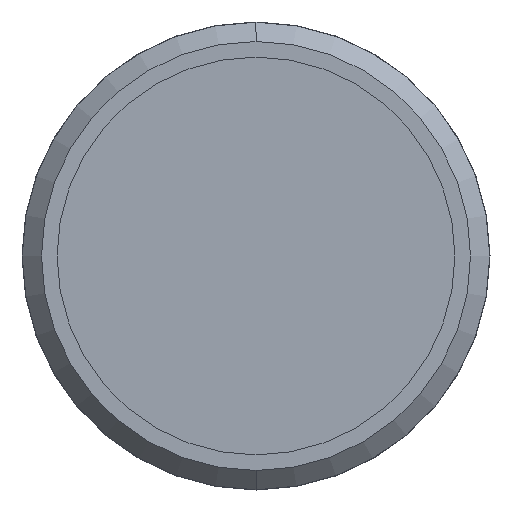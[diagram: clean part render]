
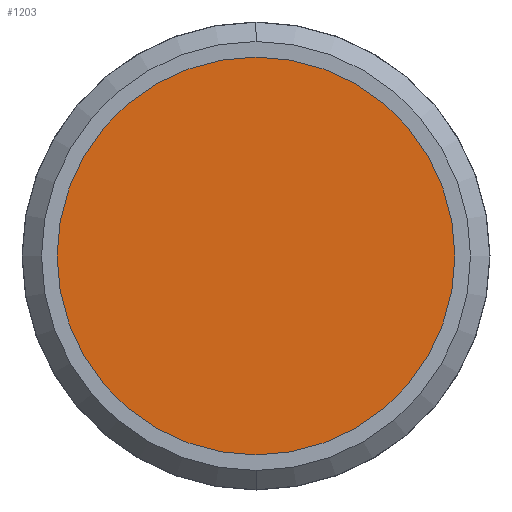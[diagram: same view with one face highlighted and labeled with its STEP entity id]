
A CAD part, front view. The second image highlights one B-rep face of the part: STEP entity #1203.
In plain terms, the highlighted planar face has unit normal (0, -1, 0).
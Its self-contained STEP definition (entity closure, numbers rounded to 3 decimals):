
#1203=ADVANCED_FACE('',(#2381),#2382,.F.);
#2381=FACE_OUTER_BOUND('',#3806,.T.);
#2382=PLANE('',#3807);
#3806=EDGE_LOOP('',(#6754,#6755));
#3807=AXIS2_PLACEMENT_3D('',#6756,#6757,#6758);
#6754=ORIENTED_EDGE('',*,*,#7880,.F.);
#6755=ORIENTED_EDGE('',*,*,#7869,.T.);
#6756=CARTESIAN_POINT('',(0.0,-0.01,0.0));
#6757=DIRECTION('',(-0.0,1.0,0.0));
#6758=DIRECTION('',(1.0,0.0,0.0));
#7869=EDGE_CURVE('',#9402,#9400,#9403,.T.);
#7880=EDGE_CURVE('',#9402,#9400,#9418,.T.);
#9400=VERTEX_POINT('',#11984);
#9402=VERTEX_POINT('',#11987);
#9403=CIRCLE('',#11988,7.65);
#9418=CIRCLE('',#12006,7.65);
#11984=CARTESIAN_POINT('',(-7.65,-0.01,0.0));
#11987=CARTESIAN_POINT('',(7.65,-0.01,0.0));
#11988=AXIS2_PLACEMENT_3D('',#13474,#13475,#13476);
#12006=AXIS2_PLACEMENT_3D('',#13492,#13493,#13494);
#13474=CARTESIAN_POINT('',(0.0,-0.01,0.0));
#13475=DIRECTION('',(0.0,-1.0,0.0));
#13476=DIRECTION('',(1.0,0.0,0.0));
#13492=CARTESIAN_POINT('',(0.0,-0.01,0.0));
#13493=DIRECTION('',(-0.0,1.0,0.0));
#13494=DIRECTION('',(1.0,0.0,0.0));
